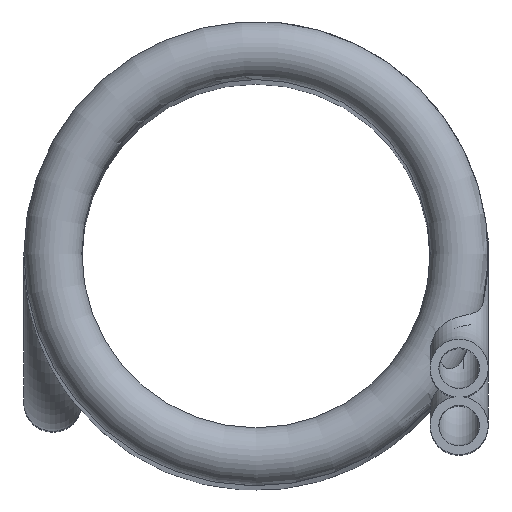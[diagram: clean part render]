
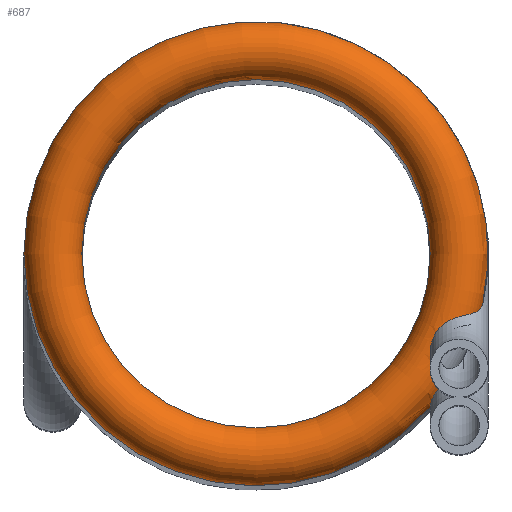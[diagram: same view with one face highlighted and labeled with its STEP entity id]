
A CAD part, top view. The second image highlights one B-rep face of the part: STEP entity #687.
In plain terms, the highlighted toroidal (fillet/blend) face has major radius 35 mm and minor radius 5 mm.
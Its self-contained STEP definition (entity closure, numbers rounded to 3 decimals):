
#49=CIRCLE('',#728,30.);
#50=CIRCLE('',#729,40.);
#82=ORIENTED_EDGE('',*,*,#204,.T.);
#83=ORIENTED_EDGE('',*,*,#205,.F.);
#84=ORIENTED_EDGE('',*,*,#206,.F.);
#85=ORIENTED_EDGE('',*,*,#207,.F.);
#204=EDGE_CURVE('',#265,#265,#49,.T.);
#205=EDGE_CURVE('',#266,#267,#307,.T.);
#206=EDGE_CURVE('',#268,#266,#308,.T.);
#207=EDGE_CURVE('',#267,#268,#50,.T.);
#265=VERTEX_POINT('',#949);
#266=VERTEX_POINT('',#959);
#267=VERTEX_POINT('',#960);
#268=VERTEX_POINT('',#979);
#307=B_SPLINE_CURVE_WITH_KNOTS('',3,(#950,#951,#952,#953,#954,#955,#956,
#957,#958),.UNSPECIFIED.,.F.,.F.,(4,1,1,1,1,1,4),(0.001,0.004,
0.006,0.007,0.008,0.01,
0.011),.UNSPECIFIED.);
#308=B_SPLINE_CURVE_WITH_KNOTS('',3,(#961,#962,#963,#964,#965,#966,#967,
#968,#969,#970,#971,#972,#973,#974,#975,#976,#977,#978),.UNSPECIFIED.,.F.,
 .F.,(4,1,1,1,1,1,1,1,1,1,1,1,1,1,1,4),(0.,0.002,
0.003,0.006,0.008,0.009,
0.011,0.012,0.014,0.015,
0.017,0.019,0.02,0.022,
0.023,0.025),.UNSPECIFIED.);
#330=EDGE_LOOP('',(#82));
#331=EDGE_LOOP('',(#83,#84,#85));
#380=FACE_BOUND('',#330,.T.);
#381=FACE_BOUND('',#331,.T.);
#430=TOROIDAL_SURFACE('',#727,35.,5.);
#687=ADVANCED_FACE('',(#380,#381),#430,.T.);
#727=AXIS2_PLACEMENT_3D('',#947,#798,#799);
#728=AXIS2_PLACEMENT_3D('',#948,#800,#801);
#729=AXIS2_PLACEMENT_3D('',#980,#802,#803);
#798=DIRECTION('',(0.,0.,-1.));
#799=DIRECTION('',(-1.,0.,0.));
#800=DIRECTION('',(0.,0.,-1.));
#801=DIRECTION('',(-1.,0.,0.));
#802=DIRECTION('',(0.,0.,-1.));
#803=DIRECTION('',(-1.,0.,0.));
#947=CARTESIAN_POINT('',(0.,40.,-5.));
#948=CARTESIAN_POINT('',(0.,40.,-5.));
#949=CARTESIAN_POINT('',(-30.,40.,-5.));
#950=CARTESIAN_POINT('',(34.295,19.537,-4.2));
#951=CARTESIAN_POINT('',(33.919,19.086,-3.639));
#952=CARTESIAN_POINT('',(32.939,18.215,-2.658));
#953=CARTESIAN_POINT('',(31.497,16.836,-2.117));
#954=CARTESIAN_POINT('',(30.575,15.483,-2.258));
#955=CARTESIAN_POINT('',(30.111,14.431,-2.764));
#956=CARTESIAN_POINT('',(29.972,13.67,-3.762));
#957=CARTESIAN_POINT('',(30.009,13.553,-4.591));
#958=CARTESIAN_POINT('',(30.029,13.575,-5.));
#959=CARTESIAN_POINT('',(34.295,19.537,-4.2));
#960=CARTESIAN_POINT('',(30.029,13.575,-5.));
#961=CARTESIAN_POINT('',(39.123,31.669,-5.));
#962=CARTESIAN_POINT('',(39.042,31.289,-4.652));
#963=CARTESIAN_POINT('',(38.817,30.634,-3.882));
#964=CARTESIAN_POINT('',(37.962,29.792,-2.162));
#965=CARTESIAN_POINT('',(36.396,29.487,-0.724));
#966=CARTESIAN_POINT('',(34.469,28.995,-0.086));
#967=CARTESIAN_POINT('',(33.032,28.4,0.036));
#968=CARTESIAN_POINT('',(31.771,27.485,-0.062));
#969=CARTESIAN_POINT('',(30.824,26.239,-0.161));
#970=CARTESIAN_POINT('',(30.235,24.789,-0.136));
#971=CARTESIAN_POINT('',(29.966,23.267,-0.034));
#972=CARTESIAN_POINT('',(30.013,21.711,0.031));
#973=CARTESIAN_POINT('',(30.464,20.194,-0.114));
#974=CARTESIAN_POINT('',(31.415,19.041,-0.731));
#975=CARTESIAN_POINT('',(32.568,18.662,-1.796));
#976=CARTESIAN_POINT('',(33.562,18.9,-2.994));
#977=CARTESIAN_POINT('',(34.075,19.297,-3.795));
#978=CARTESIAN_POINT('',(34.295,19.537,-4.2));
#979=CARTESIAN_POINT('',(39.123,31.669,-5.));
#980=CARTESIAN_POINT('',(0.,40.,-5.));
